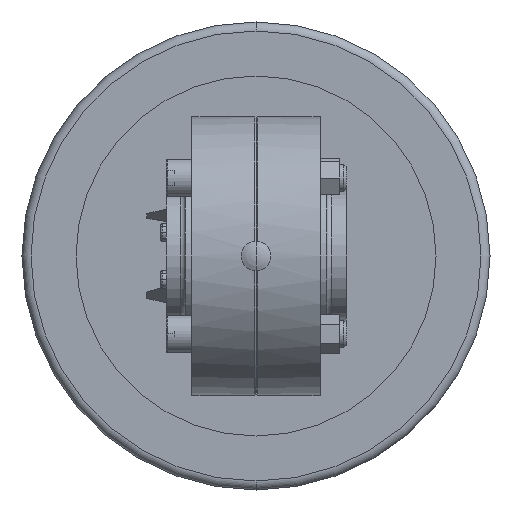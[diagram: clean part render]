
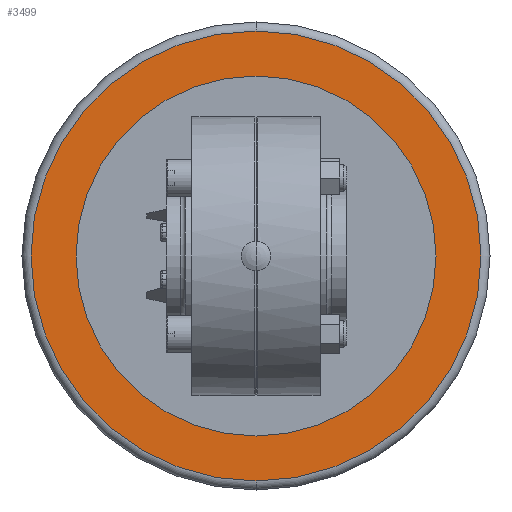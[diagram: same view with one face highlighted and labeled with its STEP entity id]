
A CAD part, front view. The second image highlights one B-rep face of the part: STEP entity #3499.
In plain terms, the highlighted planar face has unit normal (0, -1, 0).
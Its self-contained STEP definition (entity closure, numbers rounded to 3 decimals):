
#174 = DIRECTION ( 'NONE',  ( 0., 0., 1. ) ) ;
#183 = ORIENTED_EDGE ( 'NONE', *, *, #924, .F. ) ;
#198 = CARTESIAN_POINT ( 'NONE',  ( 0., 55.85, 0. ) ) ;
#366 = CARTESIAN_POINT ( 'NONE',  ( 0., 55.85, -50. ) ) ;
#588 = AXIS2_PLACEMENT_3D ( 'NONE', #198, #2585, #1754 ) ;
#616 = CARTESIAN_POINT ( 'NONE',  ( 0., 55.85, 50. ) ) ;
#905 = EDGE_LOOP ( 'NONE', ( #183, #3408 ) ) ;
#924 = EDGE_CURVE ( 'NONE', #7018, #1571, #9693, .T. ) ;
#1045 = AXIS2_PLACEMENT_3D ( 'NONE', #3802, #6297, #6344 ) ;
#1571 = VERTEX_POINT ( 'NONE', #6952 ) ;
#1579 = AXIS2_PLACEMENT_3D ( 'NONE', #7723, #10089, #2992 ) ;
#1754 = DIRECTION ( 'NONE',  ( 0., 0., -1. ) ) ;
#2585 = DIRECTION ( 'NONE',  ( 0., -1., 0. ) ) ;
#2657 = CARTESIAN_POINT ( 'NONE',  ( 0., 55.85, -40. ) ) ;
#2938 = PLANE ( 'NONE',  #8288 ) ;
#2992 = DIRECTION ( 'NONE',  ( 0., 0., -1. ) ) ;
#3061 = EDGE_LOOP ( 'NONE', ( #9764, #3566 ) ) ;
#3345 = CIRCLE ( 'NONE', #8333, 50. ) ;
#3408 = ORIENTED_EDGE ( 'NONE', *, *, #9955, .F. ) ;
#3499 = ADVANCED_FACE ( 'NONE', ( #8329, #4450 ), #2938, .F. ) ;
#3566 = ORIENTED_EDGE ( 'NONE', *, *, #4674, .T. ) ;
#3618 = DIRECTION ( 'NONE',  ( 0., 0., 1. ) ) ;
#3802 = CARTESIAN_POINT ( 'NONE',  ( 0., 55.85, 0. ) ) ;
#3947 = DIRECTION ( 'NONE',  ( 0., -1., 0. ) ) ;
#4218 = CIRCLE ( 'NONE', #588, 40. ) ;
#4450 = FACE_BOUND ( 'NONE', #905, .T. ) ;
#4674 = EDGE_CURVE ( 'NONE', #9848, #7900, #3345, .T. ) ;
#5319 = EDGE_CURVE ( 'NONE', #7900, #9848, #6003, .T. ) ;
#6003 = CIRCLE ( 'NONE', #1045, 50. ) ;
#6096 = CARTESIAN_POINT ( 'NONE',  ( 0., 55.85, 0. ) ) ;
#6297 = DIRECTION ( 'NONE',  ( 0., -1., 0. ) ) ;
#6344 = DIRECTION ( 'NONE',  ( 0., 0., 1. ) ) ;
#6952 = CARTESIAN_POINT ( 'NONE',  ( 0., 55.85, 40. ) ) ;
#7018 = VERTEX_POINT ( 'NONE', #2657 ) ;
#7267 = CARTESIAN_POINT ( 'NONE',  ( 0., 55.85, 0. ) ) ;
#7612 = DIRECTION ( 'NONE',  ( 0., 1., 0. ) ) ;
#7723 = CARTESIAN_POINT ( 'NONE',  ( 0., 55.85, 0. ) ) ;
#7900 = VERTEX_POINT ( 'NONE', #616 ) ;
#8288 = AXIS2_PLACEMENT_3D ( 'NONE', #6096, #7612, #3618 ) ;
#8329 = FACE_OUTER_BOUND ( 'NONE', #3061, .T. ) ;
#8333 = AXIS2_PLACEMENT_3D ( 'NONE', #7267, #3947, #174 ) ;
#9693 = CIRCLE ( 'NONE', #1579, 40. ) ;
#9764 = ORIENTED_EDGE ( 'NONE', *, *, #5319, .T. ) ;
#9848 = VERTEX_POINT ( 'NONE', #366 ) ;
#9955 = EDGE_CURVE ( 'NONE', #1571, #7018, #4218, .T. ) ;
#10089 = DIRECTION ( 'NONE',  ( 0., -1., 0. ) ) ;
